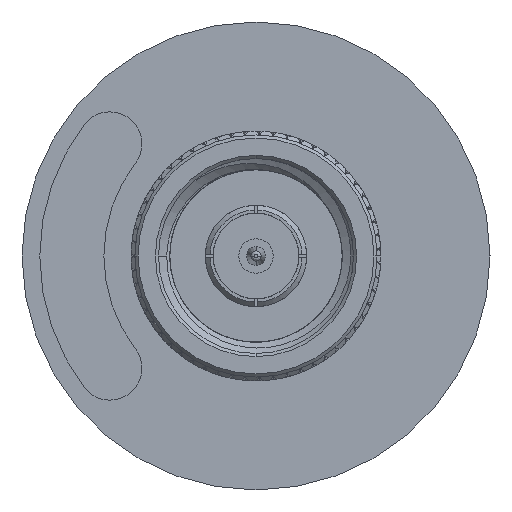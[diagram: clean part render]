
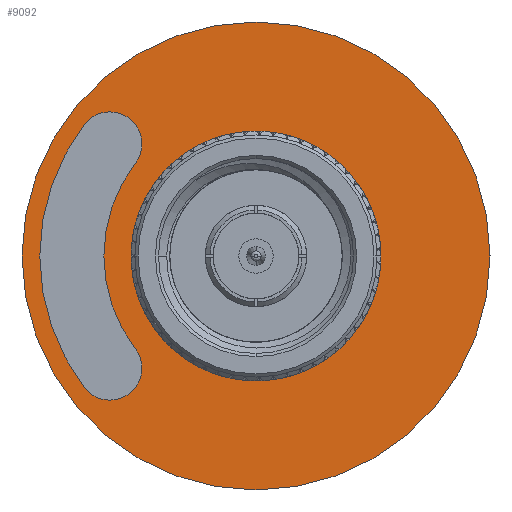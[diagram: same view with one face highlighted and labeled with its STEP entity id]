
A CAD part, left-side view. The second image highlights one B-rep face of the part: STEP entity #9092.
In plain terms, the highlighted planar face has unit normal (-1, 0, 0).
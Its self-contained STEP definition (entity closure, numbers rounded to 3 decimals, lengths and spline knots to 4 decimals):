
#1456 = ORIENTED_EDGE ( 'NONE', *, *, #9259, .F. ) ;
#3051 = CARTESIAN_POINT ( 'NONE',  ( 0., 0.3869, 0.2968 ) ) ;
#3084 = CARTESIAN_POINT ( 'NONE',  ( 0., -0.2312, 0. ) ) ;
#3427 = AXIS2_PLACEMENT_3D ( 'NONE', #48505, #11127, #39632 ) ;
#4743 = AXIS2_PLACEMENT_3D ( 'NONE', #41137, #5628, #47247 ) ;
#4969 = CARTESIAN_POINT ( 'NONE',  ( 0., 0.5497, -0.4218 ) ) ;
#5628 = DIRECTION ( 'NONE',  ( -1., 0., 0. ) ) ;
#7555 = CARTESIAN_POINT ( 'NONE',  ( 0., 0.4876, 0. ) ) ;
#7958 = CARTESIAN_POINT ( 'NONE',  ( 0., 0.4683, 0.3593 ) ) ;
#8937 = CARTESIAN_POINT ( 'NONE',  ( 0., 0.2312, 0. ) ) ;
#9092 = ADVANCED_FACE ( 'NONE', ( #72976, #24824, #9875 ), #23420, .T. ) ;
#9102 = EDGE_CURVE ( 'NONE', #51506, #50780, #85299, .T. ) ;
#9259 = EDGE_CURVE ( 'NONE', #81872, #51506, #45059, .T. ) ;
#9875 = FACE_OUTER_BOUND ( 'NONE', #62170, .T. ) ;
#10477 = CIRCLE ( 'NONE', #70111, 0.2312 ) ;
#11127 = DIRECTION ( 'NONE',  ( -1., 0., 0. ) ) ;
#12206 = ORIENTED_EDGE ( 'NONE', *, *, #17645, .F. ) ;
#13159 = VERTEX_POINT ( 'NONE', #76512 ) ;
#13982 = EDGE_LOOP ( 'NONE', ( #12206, #45785, #21816, #82711, #62282, #1456 ) ) ;
#16398 = DIRECTION ( 'NONE',  ( 1., 0., 0. ) ) ;
#16713 = CARTESIAN_POINT ( 'NONE',  ( 0., 0., 0. ) ) ;
#17645 = EDGE_CURVE ( 'NONE', #13159, #81872, #19803, .T. ) ;
#17963 = VERTEX_POINT ( 'NONE', #7555 ) ;
#19569 = EDGE_CURVE ( 'NONE', #17963, #43692, #43765, .T. ) ;
#19803 = CIRCLE ( 'NONE', #3427, 0.6929 ) ;
#21816 = ORIENTED_EDGE ( 'NONE', *, *, #19569, .F. ) ;
#23367 = DIRECTION ( 'NONE',  ( 0., 1., 0. ) ) ;
#23420 = PLANE ( 'NONE',  #39045 ) ;
#24622 = EDGE_CURVE ( 'NONE', #46873, #65717, #10477, .T. ) ;
#24824 = FACE_BOUND ( 'NONE', #36377, .T. ) ;
#25561 = AXIS2_PLACEMENT_3D ( 'NONE', #80389, #37401, #23367 ) ;
#26278 = VERTEX_POINT ( 'NONE', #48935 ) ;
#29945 = DIRECTION ( 'NONE',  ( -1., 0., 0. ) ) ;
#30354 = EDGE_CURVE ( 'NONE', #74568, #26278, #76251, .T. ) ;
#31331 = CARTESIAN_POINT ( 'NONE',  ( 0., 0., 0. ) ) ;
#31821 = DIRECTION ( 'NONE',  ( 0., 0., 1. ) ) ;
#32082 = EDGE_CURVE ( 'NONE', #65717, #46873, #70313, .T. ) ;
#32671 = CARTESIAN_POINT ( 'NONE',  ( 0., 0.75, 0. ) ) ;
#33087 = AXIS2_PLACEMENT_3D ( 'NONE', #37451, #65489, #37927 ) ;
#34959 = DIRECTION ( 'NONE',  ( 0., 1., 0. ) ) ;
#35918 = AXIS2_PLACEMENT_3D ( 'NONE', #62603, #70522, #34959 ) ;
#36270 = AXIS2_PLACEMENT_3D ( 'NONE', #31331, #16398, #38374 ) ;
#36377 = EDGE_LOOP ( 'NONE', ( #64179, #72531 ) ) ;
#37401 = DIRECTION ( 'NONE',  ( 1., 0., 0. ) ) ;
#37451 = CARTESIAN_POINT ( 'NONE',  ( 0., 0.4683, -0.3593 ) ) ;
#37927 = DIRECTION ( 'NONE',  ( 0., -1., 0. ) ) ;
#38374 = DIRECTION ( 'NONE',  ( 0., -1., 0. ) ) ;
#39045 = AXIS2_PLACEMENT_3D ( 'NONE', #8937, #29945, #31821 ) ;
#39632 = DIRECTION ( 'NONE',  ( 0., -1., 0. ) ) ;
#41137 = CARTESIAN_POINT ( 'NONE',  ( 0., 0., 0. ) ) ;
#41605 = DIRECTION ( 'NONE',  ( 1., 0., 0. ) ) ;
#43172 = AXIS2_PLACEMENT_3D ( 'NONE', #16713, #65777, #73738 ) ;
#43692 = VERTEX_POINT ( 'NONE', #3051 ) ;
#43765 = CIRCLE ( 'NONE', #36270, 0.4876 ) ;
#45059 = CIRCLE ( 'NONE', #4743, 0.6929 ) ;
#45785 = ORIENTED_EDGE ( 'NONE', *, *, #52994, .F. ) ;
#46873 = VERTEX_POINT ( 'NONE', #76091 ) ;
#47247 = DIRECTION ( 'NONE',  ( 0., -1., 0. ) ) ;
#48505 = CARTESIAN_POINT ( 'NONE',  ( 0., 0., 0. ) ) ;
#48633 = CARTESIAN_POINT ( 'NONE',  ( 0., 0., 0. ) ) ;
#48935 = CARTESIAN_POINT ( 'NONE',  ( 0., -0.75, 0. ) ) ;
#49299 = CIRCLE ( 'NONE', #87899, 0.4876 ) ;
#50024 = DIRECTION ( 'NONE',  ( -1., 0., 0. ) ) ;
#50780 = VERTEX_POINT ( 'NONE', #70569 ) ;
#50873 = ORIENTED_EDGE ( 'NONE', *, *, #30354, .F. ) ;
#51506 = VERTEX_POINT ( 'NONE', #4969 ) ;
#52310 = AXIS2_PLACEMENT_3D ( 'NONE', #7958, #50024, #78069 ) ;
#52994 = EDGE_CURVE ( 'NONE', #43692, #13159, #67085, .T. ) ;
#53967 = EDGE_CURVE ( 'NONE', #50780, #17963, #49299, .T. ) ;
#54193 = CARTESIAN_POINT ( 'NONE',  ( 0., 0., 0. ) ) ;
#61226 = DIRECTION ( 'NONE',  ( 1., 0., 0. ) ) ;
#62170 = EDGE_LOOP ( 'NONE', ( #50873, #84033 ) ) ;
#62282 = ORIENTED_EDGE ( 'NONE', *, *, #9102, .F. ) ;
#62603 = CARTESIAN_POINT ( 'NONE',  ( 0., 0., 0. ) ) ;
#64179 = ORIENTED_EDGE ( 'NONE', *, *, #24622, .T. ) ;
#65489 = DIRECTION ( 'NONE',  ( -1., 0., 0. ) ) ;
#65717 = VERTEX_POINT ( 'NONE', #3084 ) ;
#65777 = DIRECTION ( 'NONE',  ( 1., 0., 0. ) ) ;
#65968 = CARTESIAN_POINT ( 'NONE',  ( 0., 0.6929, 0. ) ) ;
#67085 = CIRCLE ( 'NONE', #52310, 0.1026 ) ;
#68541 = CIRCLE ( 'NONE', #43172, 0.75 ) ;
#70111 = AXIS2_PLACEMENT_3D ( 'NONE', #54193, #61226, #81324 ) ;
#70115 = DIRECTION ( 'NONE',  ( 0., -1., 0. ) ) ;
#70313 = CIRCLE ( 'NONE', #25561, 0.2312 ) ;
#70522 = DIRECTION ( 'NONE',  ( 1., 0., 0. ) ) ;
#70569 = CARTESIAN_POINT ( 'NONE',  ( 0., 0.3869, -0.2968 ) ) ;
#72531 = ORIENTED_EDGE ( 'NONE', *, *, #32082, .T. ) ;
#72976 = FACE_BOUND ( 'NONE', #13982, .T. ) ;
#73738 = DIRECTION ( 'NONE',  ( 0., 1., 0. ) ) ;
#74025 = EDGE_CURVE ( 'NONE', #26278, #74568, #68541, .T. ) ;
#74568 = VERTEX_POINT ( 'NONE', #32671 ) ;
#76091 = CARTESIAN_POINT ( 'NONE',  ( 0., 0.2312, 0. ) ) ;
#76251 = CIRCLE ( 'NONE', #35918, 0.75 ) ;
#76512 = CARTESIAN_POINT ( 'NONE',  ( 0., 0.5497, 0.4218 ) ) ;
#78069 = DIRECTION ( 'NONE',  ( 0., -1., 0. ) ) ;
#80389 = CARTESIAN_POINT ( 'NONE',  ( 0., 0., 0. ) ) ;
#81324 = DIRECTION ( 'NONE',  ( 0., 1., 0. ) ) ;
#81872 = VERTEX_POINT ( 'NONE', #65968 ) ;
#82711 = ORIENTED_EDGE ( 'NONE', *, *, #53967, .F. ) ;
#84033 = ORIENTED_EDGE ( 'NONE', *, *, #74025, .F. ) ;
#85299 = CIRCLE ( 'NONE', #33087, 0.1026 ) ;
#87899 = AXIS2_PLACEMENT_3D ( 'NONE', #48633, #41605, #70115 ) ;
